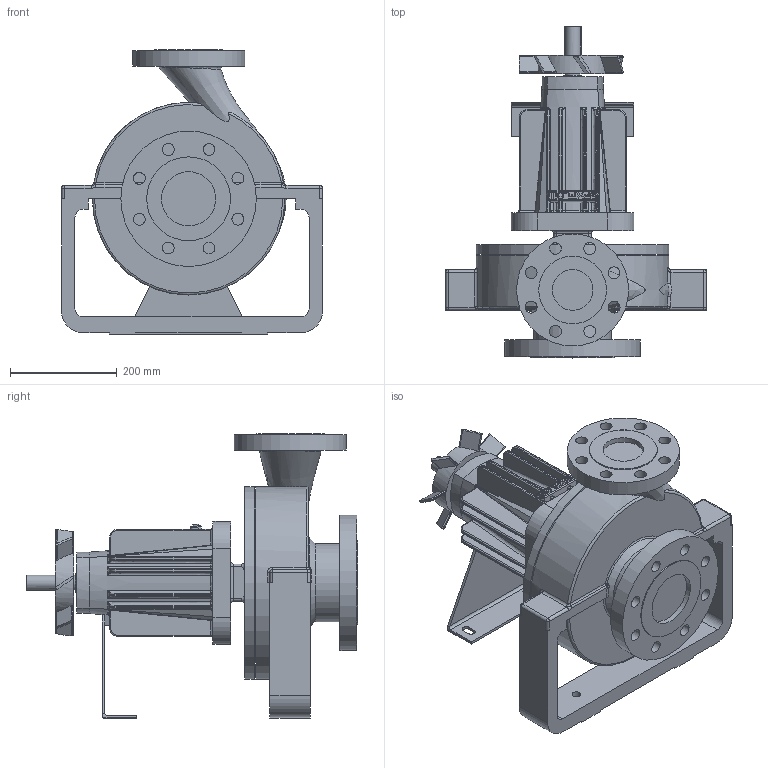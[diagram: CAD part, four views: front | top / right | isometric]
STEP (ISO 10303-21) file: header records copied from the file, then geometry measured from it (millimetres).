
FILE_DESCRIPTION(/* description */ ('Unknown'),/* implementation_level */ '2;1');
FILE_NAME(/* name */ 'CTP 3x4x10',/* time_stamp */ '2016-06-28T11:38:37+02:00',/* author */ ('Unknown'),/* organization */ ('Unknown'),/* preprocessor_version */ 'ST-DEVELOPER v16',/* originating_system */ 'DEX',/* authorisation */ $);
FILE_SCHEMA (('AUTOMOTIVE_DESIGN {1 0 10303 214 3 1 1}'));
Length unit declared in the file: millimetre
Products named in the file (1): Maatschets3D CTP pump only
Bounding box: 488.95 x 622.3 x 533.4 mm (x, y, z)
Volume: 25798825.3 mm3; surface area: 1469237 mm2
Topology: 1 solids, 1 shells, 823 faces, 2086 edges, 1203 vertices
Faces by surface type: plane 264, cylinder 261, bspline 210, torus 55, sphere 30, cone 3
Full cylindrical faces by diameter (mm): 16 x2, 22.225 x16, 28.563 x2, 35 x1, 76.2 x1, 101.6 x1, 117 x1, 127 x1, 130 x1, 146 x1, 157.162 x1, 210 x1, 254 x1, 280 x1, 361 x2
Entity records: 42047 total; most frequent: CARTESIAN_POINT 18398, ORIENTED_EDGE 3868, DIRECTION 3386, EDGE_CURVE 1934, AXIS2_PLACEMENT_3D 1299, VERTEX_POINT 1179, EDGE_LOOP 931, FACE_BOUND 931
